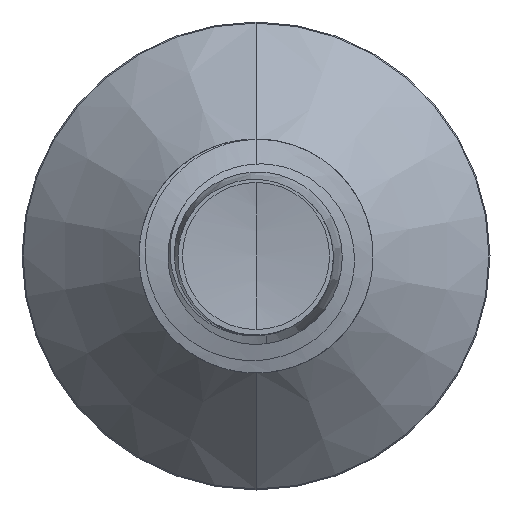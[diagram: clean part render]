
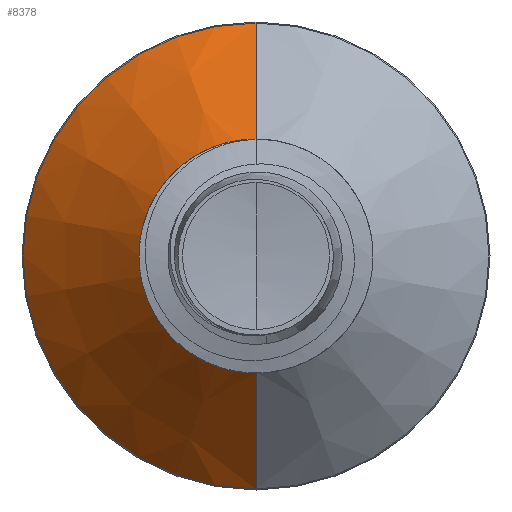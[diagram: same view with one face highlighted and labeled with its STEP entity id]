
A CAD part, front view. The second image highlights one B-rep face of the part: STEP entity #8378.
In plain terms, the highlighted conical face has half-angle 45 degrees and reference radius 0.996 mm.
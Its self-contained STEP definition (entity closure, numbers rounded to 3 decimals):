
#440 = EDGE_CURVE ( 'NONE', #6612, #13246, #2443, .T. ) ;
#573 = EDGE_LOOP ( 'NONE', ( #1686, #7481, #11448, #2927 ) ) ;
#860 = LINE ( 'NONE', #12421, #13410 ) ;
#1387 = EDGE_CURVE ( 'NONE', #3291, #6612, #2010, .T. ) ;
#1686 = ORIENTED_EDGE ( 'NONE', *, *, #8795, .F. ) ;
#2010 = CIRCLE ( 'NONE', #8555, 0.996 ) ;
#2336 = VECTOR ( 'NONE', #7182, 1000. ) ;
#2443 = LINE ( 'NONE', #9919, #2336 ) ;
#2927 = ORIENTED_EDGE ( 'NONE', *, *, #7263, .F. ) ;
#3291 = VERTEX_POINT ( 'NONE', #12791 ) ;
#3753 = FACE_OUTER_BOUND ( 'NONE', #573, .T. ) ;
#3843 = CARTESIAN_POINT ( 'NONE',  ( 0., 3.146, 0. ) ) ;
#5584 = CARTESIAN_POINT ( 'NONE',  ( 0., 4.141, 0. ) ) ;
#5836 = CIRCLE ( 'NONE', #13202, 1.991 ) ;
#6601 = DIRECTION ( 'NONE',  ( 0., 0., 1. ) ) ;
#6612 = VERTEX_POINT ( 'NONE', #11153 ) ;
#7182 = DIRECTION ( 'NONE',  ( 0., 0.707, 0.707 ) ) ;
#7189 = AXIS2_PLACEMENT_3D ( 'NONE', #3843, #10069, #11992 ) ;
#7253 = DIRECTION ( 'NONE',  ( 0., 1., 0. ) ) ;
#7263 = EDGE_CURVE ( 'NONE', #12658, #13246, #5836, .T. ) ;
#7481 = ORIENTED_EDGE ( 'NONE', *, *, #1387, .T. ) ;
#8378 = ADVANCED_FACE ( 'NONE', ( #3753 ), #8619, .T. ) ;
#8555 = AXIS2_PLACEMENT_3D ( 'NONE', #12818, #7253, #12147 ) ;
#8619 = CONICAL_SURFACE ( 'NONE', #7189, 0.996, 0.785 ) ;
#8795 = EDGE_CURVE ( 'NONE', #3291, #12658, #860, .T. ) ;
#9919 = CARTESIAN_POINT ( 'NONE',  ( 0., 3.146, 0.996 ) ) ;
#10069 = DIRECTION ( 'NONE',  ( 0., 1., 0. ) ) ;
#11015 = CARTESIAN_POINT ( 'NONE',  ( 0., 4.141, 1.991 ) ) ;
#11153 = CARTESIAN_POINT ( 'NONE',  ( 0., 3.146, 0.996 ) ) ;
#11448 = ORIENTED_EDGE ( 'NONE', *, *, #440, .T. ) ;
#11694 = CARTESIAN_POINT ( 'NONE',  ( 0., 4.141, -1.991 ) ) ;
#11992 = DIRECTION ( 'NONE',  ( 0., 0., 1. ) ) ;
#12147 = DIRECTION ( 'NONE',  ( 0., 0., 1. ) ) ;
#12421 = CARTESIAN_POINT ( 'NONE',  ( 0., 3.146, -0.996 ) ) ;
#12658 = VERTEX_POINT ( 'NONE', #11694 ) ;
#12751 = DIRECTION ( 'NONE',  ( 0., 1., 0. ) ) ;
#12791 = CARTESIAN_POINT ( 'NONE',  ( 0., 3.146, -0.996 ) ) ;
#12818 = CARTESIAN_POINT ( 'NONE',  ( 0., 3.146, 0. ) ) ;
#13202 = AXIS2_PLACEMENT_3D ( 'NONE', #5584, #12751, #6601 ) ;
#13246 = VERTEX_POINT ( 'NONE', #11015 ) ;
#13410 = VECTOR ( 'NONE', #13415, 1000. ) ;
#13415 = DIRECTION ( 'NONE',  ( 0., 0.707, -0.707 ) ) ;
